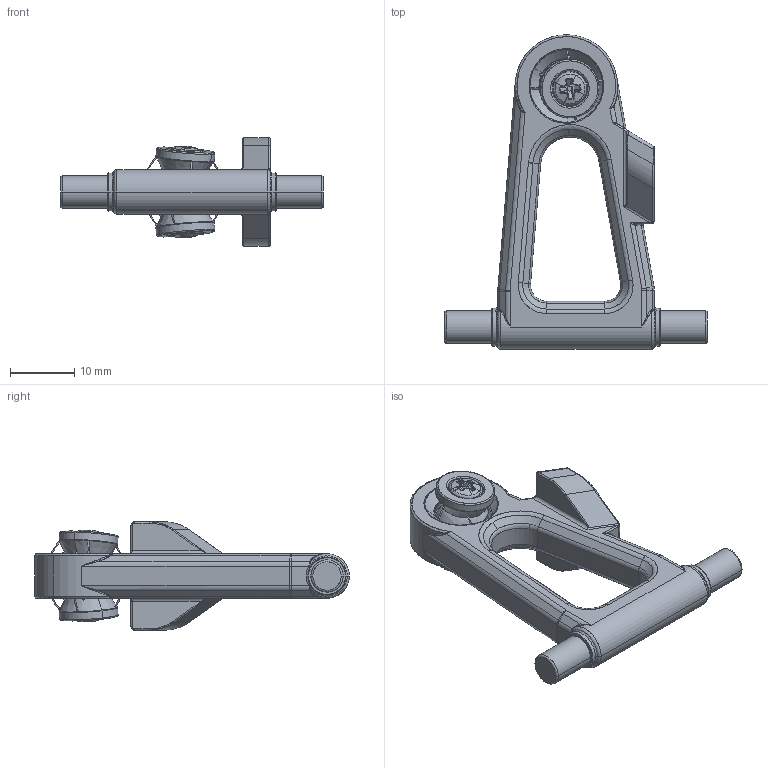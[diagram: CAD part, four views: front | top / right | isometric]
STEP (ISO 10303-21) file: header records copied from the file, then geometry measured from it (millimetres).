
FILE_DESCRIPTION(/* description */ ('CAx-IF Rec.Pracs.---Representation and Presentation of Product Manufacturing Information (PMI)---4.0---2014-10-13','CAx-IF Rec.Pracs.---3D Tessellated Geometry---0.4---2014-09-14','2;1'),/* implementation_level */ '2;1');
FILE_NAME(/* name */ 'Triangle avant sup. B9 51003',/* time_stamp */ '2024-09-27T21:16:08+02:00',/* author */ (''),/* organization */ (''),/* preprocessor_version */ 'ST-DEVELOPER v16.7',/* originating_system */ 'SIEMENS PLM Software NX 1867',/* authorisation */ $);
FILE_SCHEMA (('AP242_MANAGED_MODEL_BASED_3D_ENGINEERING_MIM_LF { 1 0 10303 442 1 1 4 }'));
Length unit declared in the file: millimetre
Products named in the file (3): Triangle avant sup. B9 51003; Vis 3x10 MA3 50577; Support vis rotule A1 51318
Assembly tree (4 placements, depth 2):
  Triangle avant sup. B9 51003
    Vis 3x10 MA3 50577  x2
    Support vis rotule A1 51318  x2
Bounding box: 40.8 x 48.8 x 16.8 mm (x, y, z)
Surface area: 4311.4 mm2 (no closed solid volume)
Topology: 0 solids, 948 shells, 944 faces, 4217 edges, 4174 vertices
Faces by surface type: bspline 410, cylinder 201, torus 164, plane 83, cone 46, sphere 40
Entity records: 45559 total; most frequent: CARTESIAN_POINT 23810, VERTEX_POINT 2710, ORIENTED_EDGE 2706, EDGE_CURVE 2706, B_SPLINE_CURVE_WITH_KNOTS 2110, DIRECTION 1700, AXIS2_PLACEMENT_3D 728, FACE_BOUND 620
